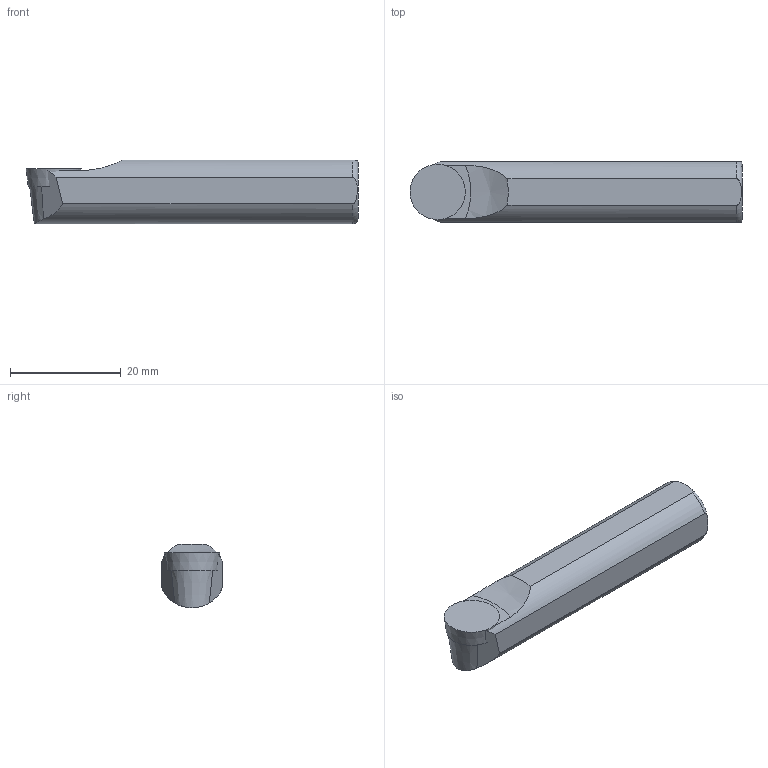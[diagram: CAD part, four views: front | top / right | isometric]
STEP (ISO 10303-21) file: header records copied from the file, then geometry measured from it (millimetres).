
FILE_DESCRIPTION(/* description */ (''),/* implementation_level */ '2;1');
FILE_NAME(/* name */ 'S12D-SRSCN-10-LIGHT.stp',/* time_stamp */ '2023-10-26T17:25:55+03:00',/* author */ (''),/* organization */ (''),/* preprocessor_version */ 'ST-DEVELOPER v19.4',/* originating_system */ 'SIEMENS PLM Software NX2306.3001',/* authorisation */ '');
FILE_SCHEMA (('AUTOMOTIVE_DESIGN { 1 0 10303 214 3 1 1 1 }'));
Length unit declared in the file: millimetre
Products named in the file (1): S12D-SRSCN-10-LIGHT_objects
Bounding box: 59.99 x 11 x 11.5 mm (x, y, z)
Volume: 6091.9 mm3; surface area: 2560.3 mm2
Topology: 2 solids, 2 shells, 20 faces, 48 edges, 32 vertices
Faces by surface type: plane 12, cone 3, cylinder 3, torus 1, bspline 1
Entity records: 759 total; most frequent: CARTESIAN_POINT 278, ORIENTED_EDGE 90, DIRECTION 88, EDGE_CURVE 45, AXIS2_PLACEMENT_3D 35, VERTEX_POINT 31, EDGE_LOOP 22, ADVANCED_FACE 20
